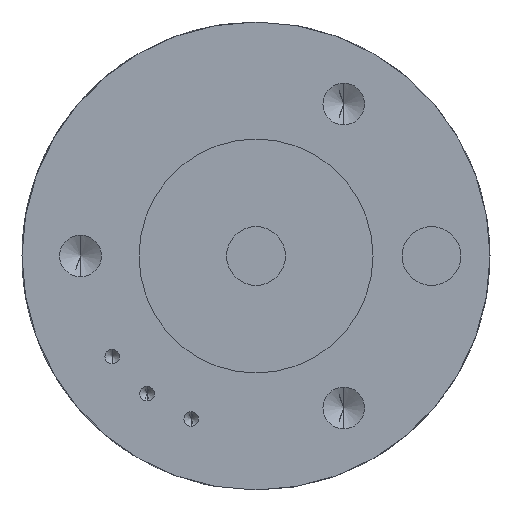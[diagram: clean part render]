
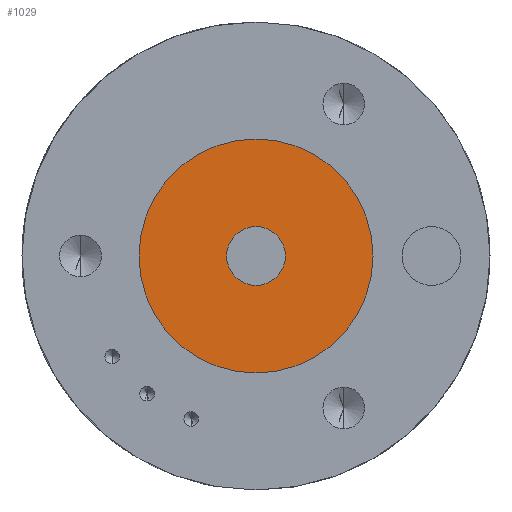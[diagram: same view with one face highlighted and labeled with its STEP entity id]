
A CAD part, front view. The second image highlights one B-rep face of the part: STEP entity #1029.
In plain terms, the highlighted planar face has unit normal (0, -1, 0).
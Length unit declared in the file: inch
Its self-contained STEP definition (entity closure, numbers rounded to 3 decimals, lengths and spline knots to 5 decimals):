
#182 = DIRECTION ( 'NONE',  ( 0., 0., 1. ) ) ;
#375 = AXIS2_PLACEMENT_3D ( 'NONE', #6725, #3485, #182 ) ;
#405 = CARTESIAN_POINT ( 'NONE',  ( -0.01086, -0.63159, -0.04364 ) ) ;
#749 = CARTESIAN_POINT ( 'NONE',  ( -0.01086, -0.63159, -0.10639 ) ) ;
#936 = CARTESIAN_POINT ( 'NONE',  ( -0.01086, -0.63159, 0.20636 ) ) ;
#1021 = CIRCLE ( 'NONE', #6564, 0.25 ) ;
#1029 = ADVANCED_FACE ( 'NONE', ( #2736, #4529 ), #2037, .F. ) ;
#1361 = EDGE_CURVE ( 'NONE', #6955, #7010, #1021, .T. ) ;
#1508 = CARTESIAN_POINT ( 'NONE',  ( -0.01086, -0.63159, -0.04364 ) ) ;
#1575 = AXIS2_PLACEMENT_3D ( 'NONE', #2505, #6327, #3069 ) ;
#1688 = DIRECTION ( 'NONE',  ( 0., 1., 0. ) ) ;
#1707 = EDGE_CURVE ( 'NONE', #6262, #1734, #1955, .T. ) ;
#1734 = VERTEX_POINT ( 'NONE', #5886 ) ;
#1955 = CIRCLE ( 'NONE', #2049, 0.06275 ) ;
#2037 = PLANE ( 'NONE',  #2914 ) ;
#2049 = AXIS2_PLACEMENT_3D ( 'NONE', #1508, #5335, #2058 ) ;
#2058 = DIRECTION ( 'NONE',  ( 0., 0., 1. ) ) ;
#2060 = DIRECTION ( 'NONE',  ( 0., 0., 1. ) ) ;
#2505 = CARTESIAN_POINT ( 'NONE',  ( -0.01086, -0.63159, -0.04364 ) ) ;
#2736 = FACE_BOUND ( 'NONE', #5971, .T. ) ;
#2914 = AXIS2_PLACEMENT_3D ( 'NONE', #405, #5338, #2060 ) ;
#2945 = ORIENTED_EDGE ( 'NONE', *, *, #1361, .F. ) ;
#3057 = CIRCLE ( 'NONE', #1575, 0.25 ) ;
#3069 = DIRECTION ( 'NONE',  ( 0., 0., 1. ) ) ;
#3485 = DIRECTION ( 'NONE',  ( 0., 1., 0. ) ) ;
#3590 = CIRCLE ( 'NONE', #375, 0.06275 ) ;
#3678 = ORIENTED_EDGE ( 'NONE', *, *, #4167, .T. ) ;
#4167 = EDGE_CURVE ( 'NONE', #1734, #6262, #3590, .T. ) ;
#4529 = FACE_OUTER_BOUND ( 'NONE', #4900, .T. ) ;
#4642 = CARTESIAN_POINT ( 'NONE',  ( -0.01086, -0.63159, -0.29364 ) ) ;
#4900 = EDGE_LOOP ( 'NONE', ( #2945, #5143 ) ) ;
#4973 = CARTESIAN_POINT ( 'NONE',  ( -0.01086, -0.63159, -0.04364 ) ) ;
#5141 = ORIENTED_EDGE ( 'NONE', *, *, #1707, .T. ) ;
#5143 = ORIENTED_EDGE ( 'NONE', *, *, #5972, .F. ) ;
#5335 = DIRECTION ( 'NONE',  ( 0., 1., 0. ) ) ;
#5338 = DIRECTION ( 'NONE',  ( 0., 1., 0. ) ) ;
#5521 = DIRECTION ( 'NONE',  ( 0., 0., 1. ) ) ;
#5886 = CARTESIAN_POINT ( 'NONE',  ( -0.01086, -0.63159, 0.01911 ) ) ;
#5971 = EDGE_LOOP ( 'NONE', ( #5141, #3678 ) ) ;
#5972 = EDGE_CURVE ( 'NONE', #7010, #6955, #3057, .T. ) ;
#6262 = VERTEX_POINT ( 'NONE', #749 ) ;
#6327 = DIRECTION ( 'NONE',  ( 0., 1., 0. ) ) ;
#6564 = AXIS2_PLACEMENT_3D ( 'NONE', #4973, #1688, #5521 ) ;
#6725 = CARTESIAN_POINT ( 'NONE',  ( -0.01086, -0.63159, -0.04364 ) ) ;
#6955 = VERTEX_POINT ( 'NONE', #4642 ) ;
#7010 = VERTEX_POINT ( 'NONE', #936 ) ;
